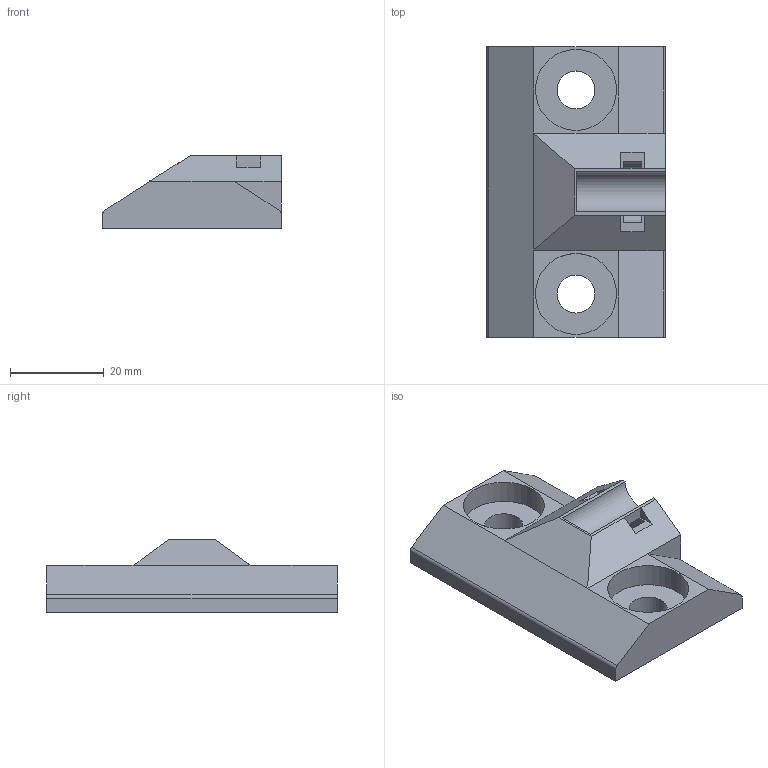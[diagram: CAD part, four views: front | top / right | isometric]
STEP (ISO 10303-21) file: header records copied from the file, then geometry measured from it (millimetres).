
FILE_DESCRIPTION(('FreeCAD Model'),'2;1');
FILE_NAME('y-axis-rod-mount.step','2019-06-22T12:45:11',(''),(''),'Open CASCADE STEP processor 7.3', 'FreeCAD','Unknown');
FILE_SCHEMA(('AUTOMOTIVE_DESIGN { 1 0 10303 214 1 1 1 1 }'));
Length unit declared in the file: millimetre
Products named in the file (1): y-axis-rod-mount
Bounding box: 38.1 x 62 x 15.5 mm (x, y, z)
Volume: 19253.1 mm3; surface area: 7274.1 mm2
Topology: 1 solids, 1 shells, 45 faces, 111 edges, 70 vertices
Faces by surface type: plane 35, cylinder 10
Full cylindrical faces by diameter (mm): 8.1 x2, 17.25 x2
Entity records: 2791 total; most frequent: CARTESIAN_POINT 461, DIRECTION 443, LINE 293, VECTOR 293, ORIENTED_EDGE 222, PCURVE 222, DEFINITIONAL_REPRESENTATION 222, EDGE_CURVE 111
